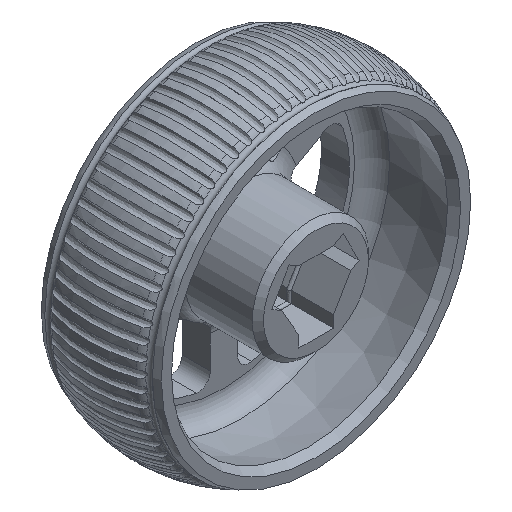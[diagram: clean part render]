
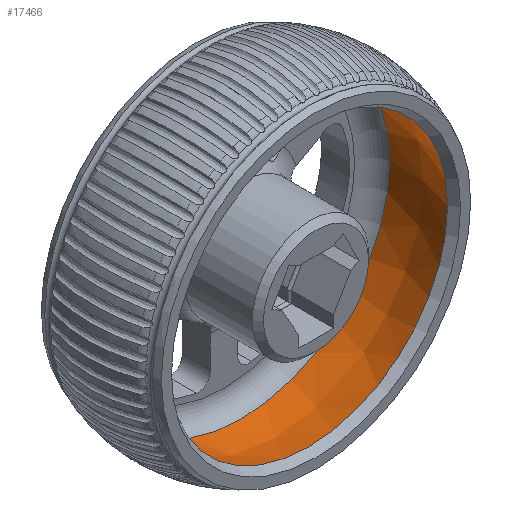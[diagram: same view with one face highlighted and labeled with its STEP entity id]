
A CAD part, isometric view. The second image highlights one B-rep face of the part: STEP entity #17466.
In plain terms, the highlighted free-form (B-spline) face has degree [2, 3] with [3, 7] control points.
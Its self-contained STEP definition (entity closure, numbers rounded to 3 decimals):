
#17399=CARTESIAN_POINT('',(0.022,-3.226,18.232));
#17400=CARTESIAN_POINT('',(-14.478,-3.226,18.232));
#17401=CARTESIAN_POINT('',(-14.478,-3.226,3.732));
#17402=CARTESIAN_POINT('',(0.022,-3.226,3.732));
#17403=CARTESIAN_POINT('',(14.522,-3.226,3.732));
#17404=CARTESIAN_POINT('',(14.522,-3.226,18.232));
#17405=CARTESIAN_POINT('',(0.022,-3.226,18.232));
#17406=CARTESIAN_POINT('',(0.022,-0.526,19.498));
#17407=CARTESIAN_POINT('',(-17.009,-0.526,19.498));
#17408=CARTESIAN_POINT('',(-17.009,-0.526,2.467));
#17409=CARTESIAN_POINT('',(0.022,-0.526,2.467));
#17410=CARTESIAN_POINT('',(17.053,-0.526,2.467));
#17411=CARTESIAN_POINT('',(17.053,-0.526,19.498));
#17412=CARTESIAN_POINT('',(0.022,-0.526,19.498));
#17413=CARTESIAN_POINT('',(0.022,2.174,18.628));
#17414=CARTESIAN_POINT('',(-15.269,2.174,18.628));
#17415=CARTESIAN_POINT('',(-15.269,2.174,3.337));
#17416=CARTESIAN_POINT('',(0.022,2.174,3.337));
#17417=CARTESIAN_POINT('',(15.313,2.174,3.337));
#17418=CARTESIAN_POINT('',(15.313,2.174,18.628));
#17419=CARTESIAN_POINT('',(0.022,2.174,18.628));
#17420=(BOUNDED_SURFACE()
B_SPLINE_SURFACE(2,3,((#17399,#17400,#17401,#17402,#17403,#17404,#17405),(#17406,#17407,#17408,#17409,#17410,#17411,#17412),(#17413,#17414,#17415,#17416,#17417,#17418,#17419)),.UNSPECIFIED.,.F.,.T.,.U.)
B_SPLINE_SURFACE_WITH_KNOTS((3,3),(4,3,4),(0.,0.844),(0.,0.5,1.),.UNSPECIFIED.)
GEOMETRIC_REPRESENTATION_ITEM()
RATIONAL_B_SPLINE_SURFACE(((1.,0.333,0.333,1.,0.333,0.333,1.),(1.,0.333,0.333,1.,0.333,0.333,1.),(1.,0.333,0.333,1.,0.333,0.333,1.)))
REPRESENTATION_ITEM('')
SURFACE()
);
#17421=CARTESIAN_POINT('',(0.022,0.793,18.933));
#17422=VERTEX_POINT('',#17421);
#17423=CARTESIAN_POINT('',(0.022,-2.812,18.413));
#17424=VERTEX_POINT('',#17423);
#17425=CARTESIAN_POINT('',(0.022,0.793,18.933));
#17426=CARTESIAN_POINT('',(0.022,-1.009,19.149));
#17427=CARTESIAN_POINT('',(0.022,-2.812,18.413));
#17428=B_SPLINE_CURVE_WITH_KNOTS('',2,(#17425,#17426,#17427),.UNSPECIFIED.,.F.,.F.,(3,3),(0.216,0.779),.UNSPECIFIED.);
#17429=EDGE_CURVE('',#17422,#17424,#17428,.T.);
#17430=ORIENTED_EDGE('',*,*,#17429,.F.);
#17431=CARTESIAN_POINT('',(-7.929,0.793,10.982));
#17432=VERTEX_POINT('',#17431);
#17433=CARTESIAN_POINT('',(0.022,0.793,10.982));
#17434=DIRECTION('',(0.,1.,-0.));
#17435=DIRECTION('',(-1.,0.,0.));
#17436=AXIS2_PLACEMENT_3D('',#17433,#17434,#17435);
#17437=CIRCLE('',#17436,7.951);
#17438=EDGE_CURVE('',#17422,#17432,#17437,.T.);
#17439=ORIENTED_EDGE('',*,*,#17438,.T.);
#17440=CARTESIAN_POINT('',(0.022,0.793,10.982));
#17441=DIRECTION('',(0.,1.,-0.));
#17442=DIRECTION('',(-1.,0.,0.));
#17443=AXIS2_PLACEMENT_3D('',#17440,#17441,#17442);
#17444=CIRCLE('',#17443,7.951);
#17445=EDGE_CURVE('',#17432,#17422,#17444,.T.);
#17446=ORIENTED_EDGE('',*,*,#17445,.T.);
#17447=ORIENTED_EDGE('',*,*,#17429,.T.);
#17448=CARTESIAN_POINT('',(-7.409,-2.812,10.982));
#17449=VERTEX_POINT('',#17448);
#17450=CARTESIAN_POINT('',(0.022,-2.812,10.982));
#17451=DIRECTION('',(-0.,-1.,0.));
#17452=DIRECTION('',(0.,-0.,-1.));
#17453=AXIS2_PLACEMENT_3D('',#17450,#17451,#17452);
#17454=CIRCLE('',#17453,7.431);
#17455=EDGE_CURVE('',#17424,#17449,#17454,.T.);
#17456=ORIENTED_EDGE('',*,*,#17455,.T.);
#17457=CARTESIAN_POINT('',(0.022,-2.812,10.982));
#17458=DIRECTION('',(-0.,-1.,0.));
#17459=DIRECTION('',(0.,-0.,-1.));
#17460=AXIS2_PLACEMENT_3D('',#17457,#17458,#17459);
#17461=CIRCLE('',#17460,7.431);
#17462=EDGE_CURVE('',#17449,#17424,#17461,.T.);
#17463=ORIENTED_EDGE('',*,*,#17462,.T.);
#17464=EDGE_LOOP('',(#17430,#17439,#17446,#17447,#17456,#17463));
#17465=FACE_BOUND('',#17464,.T.);
#17466=ADVANCED_FACE('',(#17465),#17420,.F.);
